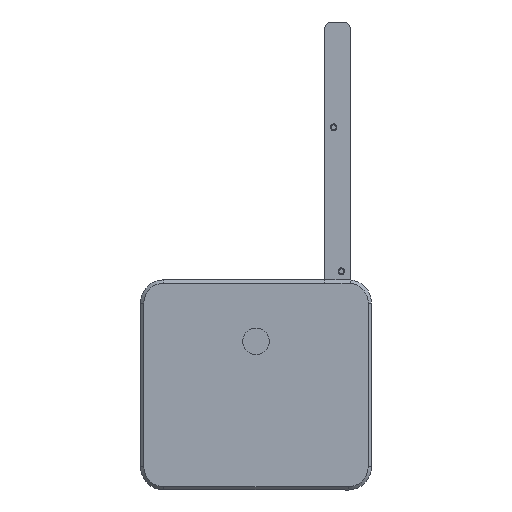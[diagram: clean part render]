
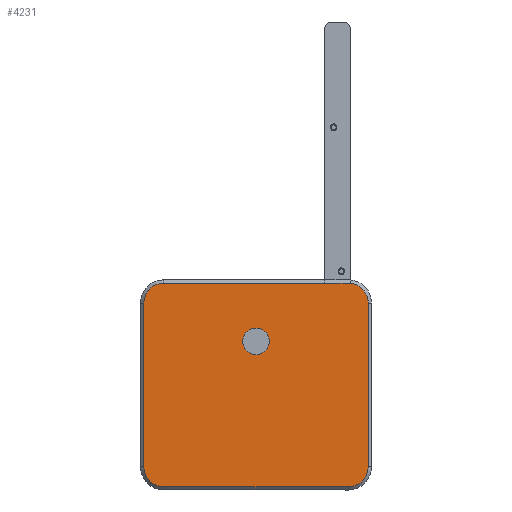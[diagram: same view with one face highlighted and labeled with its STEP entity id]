
A CAD part, front view. The second image highlights one B-rep face of the part: STEP entity #4231.
In plain terms, the highlighted planar face has unit normal (0, -1, 0).
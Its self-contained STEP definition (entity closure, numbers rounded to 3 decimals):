
#102=FACE_BOUND('',#683,.T.);
#181=PLANE('',#4656);
#401=FACE_OUTER_BOUND('',#682,.T.);
#682=EDGE_LOOP('',(#3500,#3501,#3502,#3503,#3504,#3505,#3506,#3507,#3508));
#683=EDGE_LOOP('',(#3509));
#1004=LINE('',#7052,#1361);
#1005=LINE('',#7054,#1362);
#1006=LINE('',#7058,#1363);
#1007=LINE('',#7062,#1364);
#1008=LINE('',#7066,#1365);
#1361=VECTOR('',#5681,10.);
#1362=VECTOR('',#5682,10.);
#1363=VECTOR('',#5685,10.);
#1364=VECTOR('',#5688,10.);
#1365=VECTOR('',#5691,10.);
#1641=CIRCLE('',#4620,4.);
#1663=CIRCLE('',#4657,6.);
#1664=CIRCLE('',#4658,6.);
#1665=CIRCLE('',#4659,6.);
#1666=CIRCLE('',#4660,6.);
#1953=VERTEX_POINT('',#6928);
#1989=VERTEX_POINT('',#7050);
#1990=VERTEX_POINT('',#7051);
#1991=VERTEX_POINT('',#7053);
#1992=VERTEX_POINT('',#7055);
#1993=VERTEX_POINT('',#7057);
#1994=VERTEX_POINT('',#7059);
#1995=VERTEX_POINT('',#7061);
#1996=VERTEX_POINT('',#7063);
#1997=VERTEX_POINT('',#7065);
#2469=EDGE_CURVE('',#1953,#1953,#1641,.T.);
#2516=EDGE_CURVE('',#1989,#1990,#1004,.T.);
#2517=EDGE_CURVE('',#1991,#1989,#1005,.T.);
#2518=EDGE_CURVE('',#1992,#1991,#1663,.T.);
#2519=EDGE_CURVE('',#1993,#1992,#1006,.T.);
#2520=EDGE_CURVE('',#1994,#1993,#1664,.T.);
#2521=EDGE_CURVE('',#1995,#1994,#1007,.T.);
#2522=EDGE_CURVE('',#1996,#1995,#1665,.T.);
#2523=EDGE_CURVE('',#1997,#1996,#1008,.T.);
#2524=EDGE_CURVE('',#1990,#1997,#1666,.T.);
#3500=ORIENTED_EDGE('',*,*,#2516,.F.);
#3501=ORIENTED_EDGE('',*,*,#2517,.F.);
#3502=ORIENTED_EDGE('',*,*,#2518,.F.);
#3503=ORIENTED_EDGE('',*,*,#2519,.F.);
#3504=ORIENTED_EDGE('',*,*,#2520,.F.);
#3505=ORIENTED_EDGE('',*,*,#2521,.F.);
#3506=ORIENTED_EDGE('',*,*,#2522,.F.);
#3507=ORIENTED_EDGE('',*,*,#2523,.F.);
#3508=ORIENTED_EDGE('',*,*,#2524,.F.);
#3509=ORIENTED_EDGE('',*,*,#2469,.T.);
#4231=ADVANCED_FACE('',(#401,#102),#181,.T.);
#4620=AXIS2_PLACEMENT_3D('',#6930,#5587,#5588);
#4656=AXIS2_PLACEMENT_3D('',#7049,#5679,#5680);
#4657=AXIS2_PLACEMENT_3D('',#7056,#5683,#5684);
#4658=AXIS2_PLACEMENT_3D('',#7060,#5686,#5687);
#4659=AXIS2_PLACEMENT_3D('',#7064,#5689,#5690);
#4660=AXIS2_PLACEMENT_3D('',#7067,#5692,#5693);
#5587=DIRECTION('center_axis',(0.,1.,0.));
#5588=DIRECTION('ref_axis',(-1.,0.,0.));
#5679=DIRECTION('center_axis',(0.,-1.,0.));
#5680=DIRECTION('ref_axis',(1.,0.,0.));
#5681=DIRECTION('',(1.,0.,-0.003));
#5682=DIRECTION('',(1.,0.,0.));
#5683=DIRECTION('center_axis',(0.,1.,0.));
#5684=DIRECTION('ref_axis',(0.,0.,1.));
#5685=DIRECTION('',(0.,0.,1.));
#5686=DIRECTION('center_axis',(0.,1.,0.));
#5687=DIRECTION('ref_axis',(-1.,0.,0.));
#5688=DIRECTION('',(-1.,0.,0.));
#5689=DIRECTION('center_axis',(0.,1.,0.));
#5690=DIRECTION('ref_axis',(0.,0.,
-1.));
#5691=DIRECTION('',(0.,0.,-1.));
#5692=DIRECTION('center_axis',(0.,1.,0.));
#5693=DIRECTION('ref_axis',(1.,0.,0.));
#6928=CARTESIAN_POINT('',(17.605,-0.573,15.445));
#6930=CARTESIAN_POINT('Origin',(13.605,-0.573,15.445));
#7049=CARTESIAN_POINT('Origin',(13.605,-0.573,2.343));
#7050=CARTESIAN_POINT('',(34.339,-0.573,33.));
#7051=CARTESIAN_POINT('',(41.955,-0.573,32.975));
#7052=CARTESIAN_POINT('',(24.021,-0.573,33.034));
#7053=CARTESIAN_POINT('',(-14.2,-0.573,33.));
#7054=CARTESIAN_POINT('',(23.973,-0.573,33.));
#7055=CARTESIAN_POINT('',(-20.2,-0.573,27.));
#7056=CARTESIAN_POINT('Origin',(-14.2,-0.573,27.));
#7057=CARTESIAN_POINT('',(-20.2,-0.573,-22.314));
#7058=CARTESIAN_POINT('',(-20.2,-0.573,14.672));
#7059=CARTESIAN_POINT('',(-14.2,-0.573,-28.314));
#7060=CARTESIAN_POINT('Origin',(-14.2,-0.573,-22.314));
#7061=CARTESIAN_POINT('',(41.41,-0.573,-28.314));
#7062=CARTESIAN_POINT('',(-0.297,-0.573,-28.314));
#7063=CARTESIAN_POINT('',(47.41,-0.573,-22.314));
#7064=CARTESIAN_POINT('Origin',(41.41,-0.573,-22.314));
#7065=CARTESIAN_POINT('',(47.41,-0.573,27.));
#7066=CARTESIAN_POINT('',(47.41,-0.573,-9.985));
#7067=CARTESIAN_POINT('Origin',(41.41,-0.573,27.));
